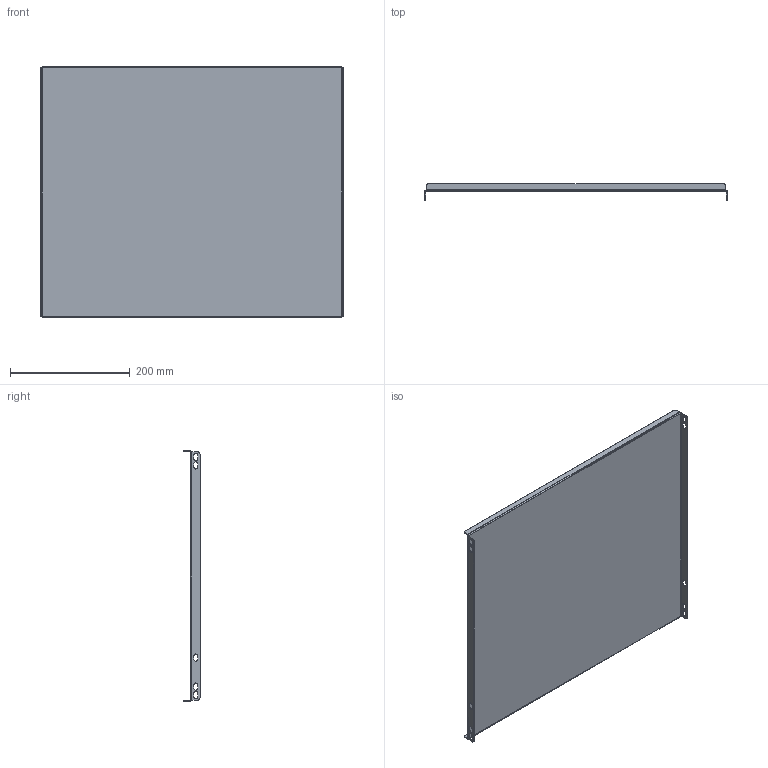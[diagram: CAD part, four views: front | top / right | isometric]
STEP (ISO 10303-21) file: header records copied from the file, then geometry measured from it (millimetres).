
FILE_DESCRIPTION (( 'STEP AP214' ), '1' );
FILE_NAME ('Ïåðåãîðîäêà ãîðèçîíòàëüíàÿ 600õ450.STEP', '2022-04-04T09:14:55', ( '' ), ( '' ), 'SwSTEP 2.0', 'SolidWorks 2017', '' );
FILE_SCHEMA (( 'AUTOMOTIVE_DESIGN' ));
Length unit declared in the file: millimetre
Products named in the file (1): Ïåðåãîðîäêà ãîðèçîíòàëüíàÿ 600õ450
Bounding box: 506 x 26.8 x 420 mm (x, y, z)
Volume: 280337.9 mm3; surface area: 469935.9 mm2
Topology: 1 solids, 1 shells, 86 faces, 220 edges, 136 vertices
Faces by surface type: plane 50, cylinder 36
Entity records: 2654 total; most frequent: DIRECTION 466, CARTESIAN_POINT 443, ORIENTED_EDGE 440, EDGE_CURVE 220, AXIS2_PLACEMENT_3D 159, VECTOR 148, LINE 148, VERTEX_POINT 136
